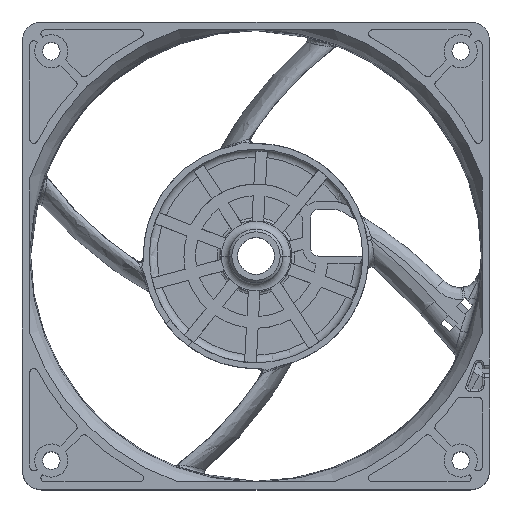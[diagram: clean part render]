
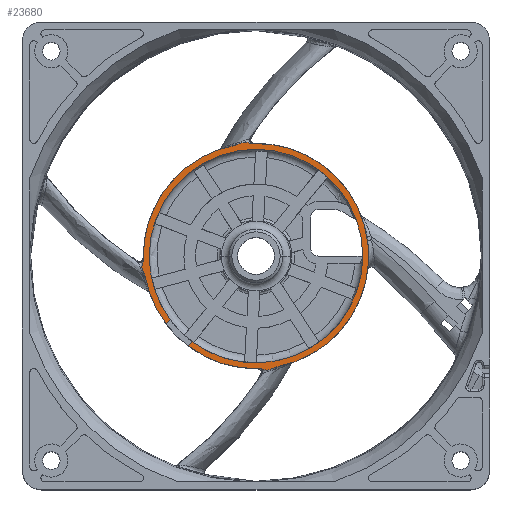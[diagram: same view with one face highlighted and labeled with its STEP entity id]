
A CAD part, top view. The second image highlights one B-rep face of the part: STEP entity #23680.
In plain terms, the highlighted planar face has unit normal (0, 0, 1).
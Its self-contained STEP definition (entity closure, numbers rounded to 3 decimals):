
#259=CARTESIAN_POINT('',(-28.394,-5.382,
-29.5));
#285=CARTESIAN_POINT('',(0.942,-28.885,
-29.5));
#287=CARTESIAN_POINT('',(0.,0.,-29.5));
#288=DIRECTION('',(0.,0.,1.));
#289=DIRECTION('',(-0.186,0.982,0.));
#290=AXIS2_PLACEMENT_3D('',#287,#288,#289);
#296=CARTESIAN_POINT('',(-28.885,-0.943,
-29.5));
#303=CARTESIAN_POINT('',(-5.384,28.394,-29.5));
#330=CARTESIAN_POINT('',(5.384,-28.394,-29.5));
#352=CARTESIAN_POINT('',(0.,0.,-29.5));
#353=DIRECTION('',(0.,0.,1.));
#354=DIRECTION('',(0.186,-0.982,0.));
#355=AXIS2_PLACEMENT_3D('',#352,#353,#354);
#361=CARTESIAN_POINT('',(-0.941,28.885,
-29.5));
#424=CARTESIAN_POINT('',(-28.394,-5.382,
-29.5));
#425=CARTESIAN_POINT('',(-28.436,-5.161,
-29.5));
#426=CARTESIAN_POINT('',(-28.573,-4.703,
-29.5));
#427=CARTESIAN_POINT('',(-28.874,-3.989,
-29.5));
#428=CARTESIAN_POINT('',(-29.262,-3.271,
-29.5));
#429=CARTESIAN_POINT('',(-29.296,-2.547,
-29.5));
#430=CARTESIAN_POINT('',(-29.061,-1.958,
-29.5));
#431=CARTESIAN_POINT('',(-28.913,-1.429,
-29.5));
#432=CARTESIAN_POINT('',(-28.88,-1.1,
-29.5));
#433=CARTESIAN_POINT('',(-28.885,-0.943,
-29.5));
#624=CARTESIAN_POINT('',(5.384,-28.394,-29.5));
#625=CARTESIAN_POINT('',(5.158,-28.437,-29.5));
#626=CARTESIAN_POINT('',(4.705,-28.573,-29.5));
#627=CARTESIAN_POINT('',(3.988,-28.874,-29.5));
#628=CARTESIAN_POINT('',(3.271,-29.262,-29.5));
#629=CARTESIAN_POINT('',(2.547,-29.296,-29.5));
#630=CARTESIAN_POINT('',(1.958,-29.06,-29.5));
#631=CARTESIAN_POINT('',(1.428,-28.913,-29.5));
#632=CARTESIAN_POINT('',(1.101,-28.88,-29.5));
#633=CARTESIAN_POINT('',(0.942,-28.885,
-29.5));
#8647=CARTESIAN_POINT('',(0.,0.,-29.5));
#8648=DIRECTION('',(0.,0.,1.));
#8649=DIRECTION('',(-0.602,-0.798,0.));
#8650=AXIS2_PLACEMENT_3D('',#8647,#8648,#8649);
#8652=DIRECTION('',(0.707,0.707,0.));
#8653=VECTOR('',#8652,1.515);
#8654=CARTESIAN_POINT('',(-17.41,-23.067,-29.5));
#8655=LINE('',#8654,#8653);
#8656=CARTESIAN_POINT('',(0.,0.,-29.5));
#8657=DIRECTION('',(0.,0.,1.));
#8658=DIRECTION('',(-0.596,-0.803,0.));
#8659=AXIS2_PLACEMENT_3D('',#8656,#8657,#8658);
#8661=CARTESIAN_POINT('',(0.,0.,-29.5));
#8662=DIRECTION('',(0.,0.,1.));
#8663=DIRECTION('',(1.,0.,0.));
#8664=AXIS2_PLACEMENT_3D('',#8661,#8662,#8663);
#8666=CARTESIAN_POINT('',(0.,0.,-29.5));
#8667=DIRECTION('',(0.,0.,1.));
#8668=DIRECTION('',(-1.,0.,0.));
#8669=AXIS2_PLACEMENT_3D('',#8666,#8667,#8668);
#8671=DIRECTION('',(-0.707,-0.707,0.));
#8672=VECTOR('',#8671,1.515);
#8673=CARTESIAN_POINT('',(-21.996,-16.339,-29.5));
#8674=LINE('',#8673,#8672);
#8675=CARTESIAN_POINT('',(0.,0.,-29.5));
#8676=DIRECTION('',(0.,0.,1.));
#8677=DIRECTION('',(-0.983,-0.186,0.));
#8678=AXIS2_PLACEMENT_3D('',#8675,#8676,#8677);
#8688=CARTESIAN_POINT('',(-5.384,28.394,
-29.5));
#8689=CARTESIAN_POINT('',(-5.158,28.437,
-29.5));
#8690=CARTESIAN_POINT('',(-4.705,28.573,
-29.5));
#8691=CARTESIAN_POINT('',(-3.988,28.874,
-29.5));
#8692=CARTESIAN_POINT('',(-3.271,29.262,
-29.5));
#8693=CARTESIAN_POINT('',(-2.547,29.296,
-29.5));
#8694=CARTESIAN_POINT('',(-1.958,29.06,
-29.5));
#8695=CARTESIAN_POINT('',(-1.428,28.913,
-29.5));
#8696=CARTESIAN_POINT('',(-1.102,28.88,
-29.5));
#8697=CARTESIAN_POINT('',(-0.941,28.885,
-29.5));
#10357=CARTESIAN_POINT('',(27.4,0.,-29.5));
#10358=CARTESIAN_POINT('',(-27.4,0.,-29.5));
#10359=VERTEX_POINT('',#10357);
#10360=VERTEX_POINT('',#10358);
#11658=CARTESIAN_POINT('',(-23.067,-17.41,-29.5));
#11659=VERTEX_POINT('',#11658);
#11660=CARTESIAN_POINT('',(-17.41,-23.067,-29.5));
#11661=VERTEX_POINT('',#11660);
#11666=CARTESIAN_POINT('',(-21.996,-16.339,-29.5));
#11667=VERTEX_POINT('',#11666);
#11668=CARTESIAN_POINT('',(-16.339,-21.996,-29.5));
#11669=VERTEX_POINT('',#11668);
#11891=VERTEX_POINT('',#296);
#11894=VERTEX_POINT('',#259);
#11901=VERTEX_POINT('',#285);
#11904=VERTEX_POINT('',#330);
#11911=VERTEX_POINT('',#361);
#11914=VERTEX_POINT('',#303);
#23659=CARTESIAN_POINT('',(0.,0.,-29.5));
#23660=DIRECTION('',(0.,0.,1.));
#23661=DIRECTION('',(0.,-1.,0.));
#23662=AXIS2_PLACEMENT_3D('',#23659,#23660,#23661);
#23663=PLANE('',#23662);
#23664=ORIENTED_EDGE('',*,*,#13096,.F.);
#23665=ORIENTED_EDGE('',*,*,#13809,.T.);
#23666=ORIENTED_EDGE('',*,*,#13056,.F.);
#23668=ORIENTED_EDGE('',*,*,#23667,.T.);
#23669=ORIENTED_EDGE('',*,*,#23625,.T.);
#23670=ORIENTED_EDGE('',*,*,#20870,.T.);
#23671=ORIENTED_EDGE('',*,*,#23619,.T.);
#23672=ORIENTED_EDGE('',*,*,#23652,.T.);
#23673=ORIENTED_EDGE('',*,*,#13048,.F.);
#23674=ORIENTED_EDGE('',*,*,#13411,.T.);
#23675=ORIENTED_EDGE('',*,*,#13072,.F.);
#23677=ORIENTED_EDGE('',*,*,#23676,.T.);
#23678=EDGE_LOOP('',(#23664,#23665,#23666,#23668,#23669,#23670,#23671,#23672,
#23673,#23674,#23675,#23677));
#23679=FACE_OUTER_BOUND('',#23678,.F.);
#23680=ADVANCED_FACE('',(#23679),#23663,.T.);
#291=CIRCLE('',#290,28.9);
#356=CIRCLE('',#355,28.9);
#434=B_SPLINE_CURVE_WITH_KNOTS('',3,(#424,#425,#426,#427,#428,#429,#430,#431,
#432,#433),.UNSPECIFIED.,.F.,.F.,(4,1,1,1,1,1,1,4),(0.,0.143,
0.286,0.429,0.571,0.714,
0.857,1.),.UNSPECIFIED.);
#634=B_SPLINE_CURVE_WITH_KNOTS('',3,(#624,#625,#626,#627,#628,#629,#630,#631,
#632,#633),.UNSPECIFIED.,.F.,.F.,(4,1,1,1,1,1,1,4),(0.,0.143,
0.286,0.429,0.571,0.714,
0.857,1.),.UNSPECIFIED.);
#8651=CIRCLE('',#8650,28.9);
#8660=CIRCLE('',#8659,27.4);
#8665=CIRCLE('',#8664,27.4);
#8670=CIRCLE('',#8669,27.4);
#8679=CIRCLE('',#8678,28.9);
#8698=B_SPLINE_CURVE_WITH_KNOTS('',3,(#8688,#8689,#8690,#8691,#8692,#8693,#8694,
#8695,#8696,#8697),.UNSPECIFIED.,.F.,.F.,(4,1,1,1,1,1,1,4),(0.,
0.143,0.286,0.429,0.571,
0.714,0.857,1.),.UNSPECIFIED.);
#13048=EDGE_CURVE('',#11894,#11659,#8679,.T.);
#13056=EDGE_CURVE('',#11661,#11901,#8651,.T.);
#13072=EDGE_CURVE('',#11914,#11891,#291,.T.);
#13096=EDGE_CURVE('',#11904,#11911,#356,.T.);
#13411=EDGE_CURVE('',#11894,#11891,#434,.T.);
#13809=EDGE_CURVE('',#11904,#11901,#634,.T.);
#20870=EDGE_CURVE('',#10359,#10360,#8665,.T.);
#23619=EDGE_CURVE('',#10360,#11667,#8670,.T.);
#23625=EDGE_CURVE('',#11669,#10359,#8660,.T.);
#23652=EDGE_CURVE('',#11667,#11659,#8674,.T.);
#23667=EDGE_CURVE('',#11661,#11669,#8655,.T.);
#23676=EDGE_CURVE('',#11914,#11911,#8698,.T.);
